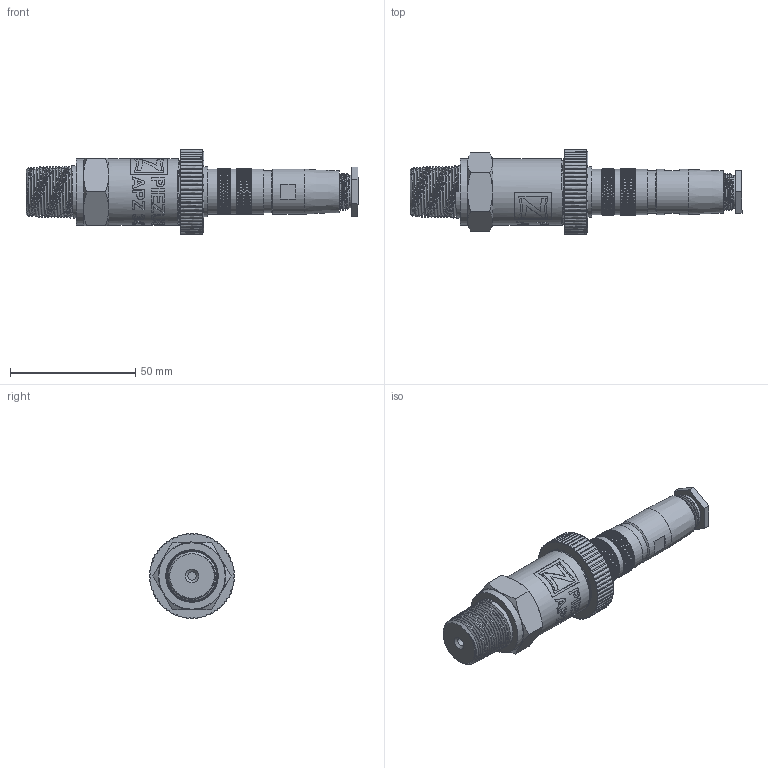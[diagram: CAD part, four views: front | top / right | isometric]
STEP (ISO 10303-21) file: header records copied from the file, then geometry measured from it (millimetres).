
FILE_DESCRIPTION(/* description */ (''),/* implementation_level */ '2;1');
FILE_NAME(/* name */ 'APZ3420_13_Binder723.step',/* time_stamp */ '2021-06-25T11:46:59+03:00',/* author */ (''),/* organization */ (''),/* preprocessor_version */ 'ST-DEVELOPER v18.1',/* originating_system */ 'Autodesk Translation Framework v10.9.0.1377',/* authorisation */ '');
FILE_SCHEMA (('AUTOMOTIVE_DESIGN { 1 0 10303 214 3 1 1 }'));
Products named in the file (7): АПЗ 3420 в.2; 1/2 NPT; OMAL nut M27x1.5 v8; Ш100.000.005 v4; Binder 723 assembly v4; Binder 723 female v10; Binder 723 male v8
Assembly tree (6 placements, depth 3):
  АПЗ 3420 в.2
    1/2 NPT
    OMAL nut M27x1.5 v8
    Ш100.000.005 v4
    Binder 723 assembly v4
      Binder 723 female v10
      Binder 723 male v8
Bounding box: 132.58 x 34 x 34 mm (x, y, z)
Volume: 51267.2 mm3; surface area: 21665.8 mm2
Topology: 7 solids, 7 shells, 3508 faces, 8883 edges, 5811 vertices
Faces by surface type: plane 2150, cylinder 607, bspline 434, cone 316, torus 1
Full cylindrical faces by diameter (mm): 1 x15, 1.5 x5, 3.3 x1, 10 x1, 11.8 x1, 12 x1, 13 x1, 13.5 x1, 13.741 x3, 14.884 x2, 15.044 x5, 15.2 x1, 15.908 x4, 16.8 x1, 17.044 x7, 17.283 x6, 17.6 x1, 17.908 x7, 18 x4, 18.124 x7, 18.161 x2, 20 x1, 21.4 x2, 22.3 x1, 22.4 x1, 24.5 x1, 25.132 x4, 25.526 x4, 26.5 x6, 27.208 x5
Entity records: 132213 total; most frequent: CARTESIAN_POINT 48457, DIRECTION 17807, ORIENTED_EDGE 17766, EDGE_CURVE 8883, AXIS2_PLACEMENT_3D 7680, VERTEX_POINT 5811, EDGE_LOOP 3936, ELLIPSE 3870
